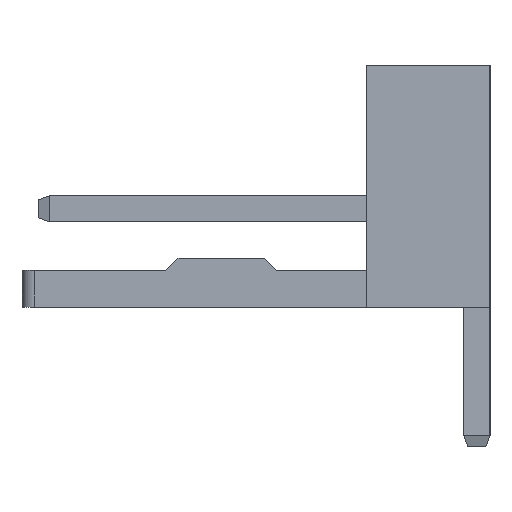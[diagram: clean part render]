
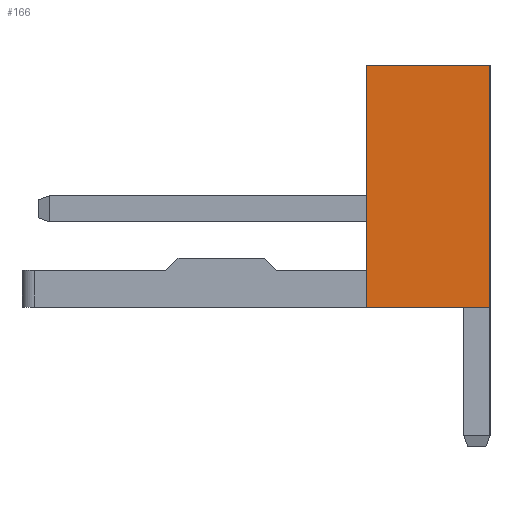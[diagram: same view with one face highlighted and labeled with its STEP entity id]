
A CAD part, left-side view. The second image highlights one B-rep face of the part: STEP entity #166.
In plain terms, the highlighted planar face has unit normal (-1, 0, 0).
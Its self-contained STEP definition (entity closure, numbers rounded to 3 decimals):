
#166=ADVANCED_FACE('',(#3122),#3124,.T.);
#3122=FACE_BOUND('',#3123,.T.);
#3123=EDGE_LOOP('',(#5524,#5525,#5526,#5527));
#3124=PLANE('',#3125);
#3125=AXIS2_PLACEMENT_3D('',#3126,#3127,#3128);
#3126=CARTESIAN_POINT('',(-1.27,-0.32,0.));
#3127=DIRECTION('',(-1.,0.,0.));
#3128=DIRECTION('',(0.,0.,1.));
#5524=ORIENTED_EDGE('',*,*,#7121,.T.);
#5525=ORIENTED_EDGE('',*,*,#7122,.T.);
#5526=ORIENTED_EDGE('',*,*,#7034,.F.);
#5527=ORIENTED_EDGE('',*,*,#7029,.F.);
#7029=EDGE_CURVE('',#7893,#7895,#7896,.T.);
#7034=EDGE_CURVE('',#7895,#7904,#7905,.T.);
#7121=EDGE_CURVE('',#7893,#8065,#8067,.T.);
#7122=EDGE_CURVE('',#8065,#7904,#8068,.T.);
#7893=VERTEX_POINT('',#9321);
#7895=VERTEX_POINT('',#9325);
#7896=LINE('',#9326,#9327);
#7904=VERTEX_POINT('',#9344);
#7905=LINE('',#9345,#9346);
#8065=VERTEX_POINT('',#9677);
#8067=LINE('',#9681,#9682);
#8068=LINE('',#9684,#9685);
#9321=CARTESIAN_POINT('',(-1.27,-0.32,0.));
#9325=CARTESIAN_POINT('',(-1.27,2.68,0.));
#9326=CARTESIAN_POINT('',(-1.27,-0.32,0.));
#9327=VECTOR('',#9328,1.);
#9328=DIRECTION('',(0.,1.,0.));
#9344=CARTESIAN_POINT('',(-1.27,2.68,5.9));
#9345=CARTESIAN_POINT('',(-1.27,2.68,0.));
#9346=VECTOR('',#9347,1.);
#9347=DIRECTION('',(0.,0.,1.));
#9677=CARTESIAN_POINT('',(-1.27,-0.32,5.9));
#9681=CARTESIAN_POINT('',(-1.27,-0.32,0.));
#9682=VECTOR('',#9683,1.);
#9683=DIRECTION('',(0.,0.,1.));
#9684=CARTESIAN_POINT('',(-1.27,-0.32,5.9));
#9685=VECTOR('',#9686,1.);
#9686=DIRECTION('',(0.,1.,0.));
